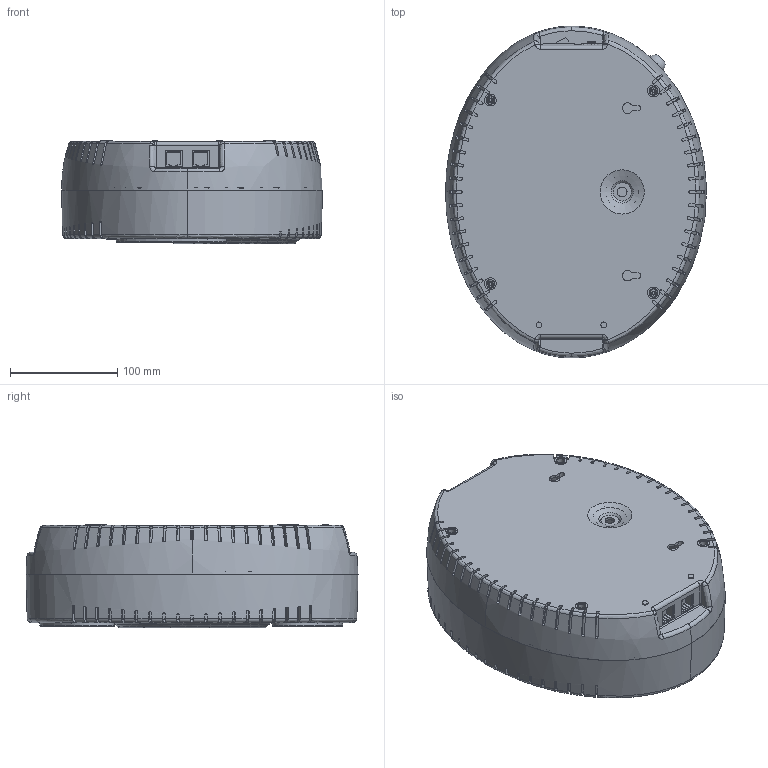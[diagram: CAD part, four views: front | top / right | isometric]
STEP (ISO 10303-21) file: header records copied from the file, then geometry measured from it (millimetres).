
FILE_DESCRIPTION(/* description */ (''),/* implementation_level */ '2;1');
FILE_NAME(/* name */ '（润色过）AVR-P-3~5KVA20250610.stp',/* time_stamp */ '2025-06-10T09:02:01+08:00',/* author */ (''),/* organization */ (''),/* preprocessor_version */ 'ST-DEVELOPER v20',/* originating_system */ 'SIEMENS PLM Software NX2312.1700',/* authorisation */ '');
FILE_SCHEMA (('AUTOMOTIVE_DESIGN { 1 0 10303 214 3 1 1 1 }'));
Products named in the file (7): AVR-P3~5k插座67; AVR-P-2K船型开关; 保险; 按钮; 插口; USB; （润色过）AVR-P-3~5KVA20250610
Assembly tree (9 placements, depth 2):
  （润色过）AVR-P-3~5KVA20250610
    USB  x2
    插口  x2
    按钮  x2
    保险
    AVR-P-2K船型开关
    AVR-P3~5k插座67
Bounding box: 242.94 x 309.04 x 96.27 mm (x, y, z)
Volume: 568950.8 mm3; surface area: 510343.7 mm2
Topology: 17 solids, 17 shells, 4355 faces, 12401 edges, 7874 vertices
Faces by surface type: plane 2668, cylinder 1046, bspline 198, torus 192, cone 133, revolution 73, sphere 26, extrusion 19
Full cylindrical faces by diameter (mm): 1.95 x1, 2 x1, 2.314 x2, 2.374 x14, 2.515 x8, 3.018 x7, 3.219 x6, 3.32 x8, 3.722 x4, 4.024 x8, 5 x2, 5.231 x8, 5.533 x12, 6 x4, 6.438 x6, 7.5 x1, 8 x1, 8.048 x4, 9.054 x1, 11.066 x4, 12.072 x1, 42.654 x4, 50.3 x1, 110.66 x1
Entity records: 183989 total; most frequent: CARTESIAN_POINT 52962, ORIENTED_EDGE 23634, DIRECTION 18169, EDGE_CURVE 11817, VERTEX_POINT 7570, VECTOR 6716, LINE 6698, AXIS2_PLACEMENT_3D 5690
